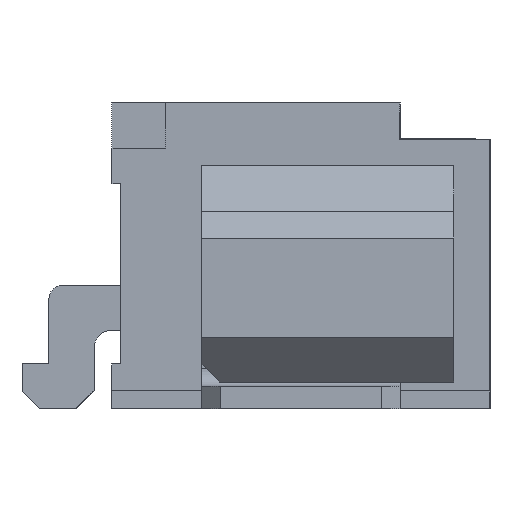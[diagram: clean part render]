
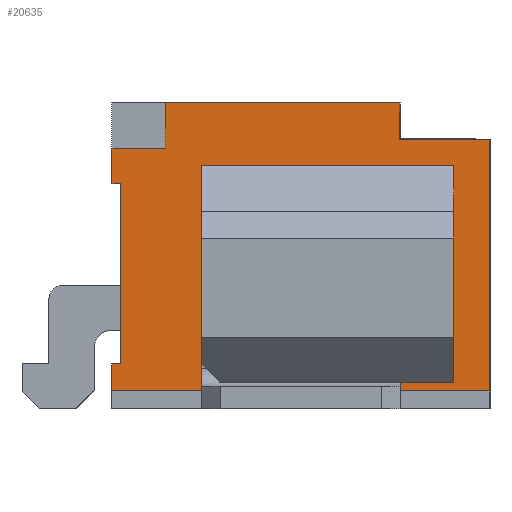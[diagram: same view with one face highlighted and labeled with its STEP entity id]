
A CAD part, left-side view. The second image highlights one B-rep face of the part: STEP entity #20635.
In plain terms, the highlighted planar face has unit normal (-1, 0, 0).
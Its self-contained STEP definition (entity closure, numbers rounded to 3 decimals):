
#84 = EDGE_LOOP ( 'NONE', ( #3578, #23716, #10056, #17891 ) ) ;
#557 = ORIENTED_EDGE ( 'NONE', *, *, #4171, .F. ) ;
#591 = ORIENTED_EDGE ( 'NONE', *, *, #9016, .F. ) ;
#802 = LINE ( 'NONE', #11491, #12057 ) ;
#962 = DIRECTION ( 'NONE',  ( 1., 0., 0. ) ) ;
#1015 = CARTESIAN_POINT ( 'NONE',  ( -10.25, 1.5, 2.9 ) ) ;
#1162 = VERTEX_POINT ( 'NONE', #15602 ) ;
#1793 = VECTOR ( 'NONE', #15182, 1000. ) ;
#1896 = LINE ( 'NONE', #17781, #13131 ) ;
#2327 = DIRECTION ( 'NONE',  ( 0., -1., 0. ) ) ;
#2375 = CARTESIAN_POINT ( 'NONE',  ( -10.25, -1.1, 3. ) ) ;
#2418 = VERTEX_POINT ( 'NONE', #15848 ) ;
#2768 = CARTESIAN_POINT ( 'NONE',  ( -10.25, 2.1, 0.5 ) ) ;
#2860 = CARTESIAN_POINT ( 'NONE',  ( -10.25, 2.1, 0.2 ) ) ;
#3363 = EDGE_CURVE ( 'NONE', #7057, #4317, #16153, .T. ) ;
#3578 = ORIENTED_EDGE ( 'NONE', *, *, #26296, .F. ) ;
#3738 = VERTEX_POINT ( 'NONE', #23404 ) ;
#3899 = CARTESIAN_POINT ( 'NONE',  ( -10.25, -1.7, 0.3 ) ) ;
#3986 = CARTESIAN_POINT ( 'NONE',  ( -10.25, 1.1, 0.3 ) ) ;
#4171 = EDGE_CURVE ( 'NONE', #2418, #22024, #26294, .T. ) ;
#4317 = VERTEX_POINT ( 'NONE', #13767 ) ;
#4394 = CARTESIAN_POINT ( 'NONE',  ( -10.25, 2., 2.5 ) ) ;
#4520 = DIRECTION ( 'NONE',  ( 0., -1., 0. ) ) ;
#4571 = EDGE_CURVE ( 'NONE', #27262, #1162, #9070, .T. ) ;
#4591 = DIRECTION ( 'NONE',  ( 0., -1., 0. ) ) ;
#4728 = EDGE_CURVE ( 'NONE', #27262, #6783, #12309, .T. ) ;
#4746 = VERTEX_POINT ( 'NONE', #2375 ) ;
#4819 = ORIENTED_EDGE ( 'NONE', *, *, #15502, .T. ) ;
#5164 = VECTOR ( 'NONE', #12621, 1000. ) ;
#5166 = DIRECTION ( 'NONE',  ( 0., 0., 1. ) ) ;
#5237 = VECTOR ( 'NONE', #16344, 1000. ) ;
#5390 = VECTOR ( 'NONE', #25458, 1000. ) ;
#5403 = EDGE_CURVE ( 'NONE', #22024, #16492, #20449, .T. ) ;
#5836 = CARTESIAN_POINT ( 'NONE',  ( -10.25, 2.1, 3.4 ) ) ;
#5845 = ORIENTED_EDGE ( 'NONE', *, *, #21306, .F. ) ;
#5963 = LINE ( 'NONE', #10985, #22104 ) ;
#5973 = CARTESIAN_POINT ( 'NONE',  ( -10.25, 2.1, 2.5 ) ) ;
#5993 = CARTESIAN_POINT ( 'NONE',  ( -10.25, 1.5, 2.9 ) ) ;
#6601 = VECTOR ( 'NONE', #12339, 1000. ) ;
#6664 = CARTESIAN_POINT ( 'NONE',  ( -10.25, 1.1, 2.7 ) ) ;
#6677 = VECTOR ( 'NONE', #4520, 1000. ) ;
#6717 = ORIENTED_EDGE ( 'NONE', *, *, #9248, .F. ) ;
#6783 = VERTEX_POINT ( 'NONE', #3899 ) ;
#7057 = VERTEX_POINT ( 'NONE', #15153 ) ;
#7361 = FACE_BOUND ( 'NONE', #84, .T. ) ;
#7988 = DIRECTION ( 'NONE',  ( 0., 0., 1. ) ) ;
#8355 = CARTESIAN_POINT ( 'NONE',  ( -10.25, -1.1, 3. ) ) ;
#9016 = EDGE_CURVE ( 'NONE', #9930, #24082, #17162, .T. ) ;
#9070 = LINE ( 'NONE', #3986, #14662 ) ;
#9248 = EDGE_CURVE ( 'NONE', #4746, #4317, #22413, .T. ) ;
#9277 = LINE ( 'NONE', #23264, #9959 ) ;
#9930 = VERTEX_POINT ( 'NONE', #4394 ) ;
#9959 = VECTOR ( 'NONE', #25434, 1000. ) ;
#10056 = ORIENTED_EDGE ( 'NONE', *, *, #4571, .T. ) ;
#10246 = ORIENTED_EDGE ( 'NONE', *, *, #10614, .F. ) ;
#10293 = DIRECTION ( 'NONE',  ( 0., 0., 1. ) ) ;
#10464 = EDGE_CURVE ( 'NONE', #1162, #3738, #13705, .T. ) ;
#10575 = VECTOR ( 'NONE', #15637, 1000. ) ;
#10589 = VECTOR ( 'NONE', #2327, 1000. ) ;
#10614 = EDGE_CURVE ( 'NONE', #16492, #15607, #802, .T. ) ;
#10653 = EDGE_LOOP ( 'NONE', ( #10246, #25199, #557, #5845, #591, #26261, #19596, #10928, #4819, #18655, #6717, #19519 ) ) ;
#10928 = ORIENTED_EDGE ( 'NONE', *, *, #18982, .F. ) ;
#10985 = CARTESIAN_POINT ( 'NONE',  ( -10.25, 2.1, 0.5 ) ) ;
#11053 = CARTESIAN_POINT ( 'NONE',  ( -10.25, -1.1, 3.4 ) ) ;
#11491 = CARTESIAN_POINT ( 'NONE',  ( -10.25, 2.1, 3.4 ) ) ;
#12057 = VECTOR ( 'NONE', #26158, 1000. ) ;
#12268 = EDGE_CURVE ( 'NONE', #13800, #13194, #5963, .T. ) ;
#12309 = LINE ( 'NONE', #23409, #6677 ) ;
#12339 = DIRECTION ( 'NONE',  ( 0., 1., 0. ) ) ;
#12440 = LINE ( 'NONE', #20594, #23615 ) ;
#12621 = DIRECTION ( 'NONE',  ( 0., 0., 1. ) ) ;
#13131 = VECTOR ( 'NONE', #5166, 1000. ) ;
#13194 = VERTEX_POINT ( 'NONE', #20549 ) ;
#13617 = CARTESIAN_POINT ( 'NONE',  ( -10.25, 2.1, 3.4 ) ) ;
#13705 = LINE ( 'NONE', #6664, #1793 ) ;
#13767 = CARTESIAN_POINT ( 'NONE',  ( -10.25, -2.1, 3. ) ) ;
#13800 = VERTEX_POINT ( 'NONE', #2768 ) ;
#14104 = CARTESIAN_POINT ( 'NONE',  ( -10.25, 2.1, 2.5 ) ) ;
#14189 = VECTOR ( 'NONE', #20012, 1000. ) ;
#14662 = VECTOR ( 'NONE', #10293, 1000. ) ;
#14875 = EDGE_CURVE ( 'NONE', #13194, #9930, #16594, .T. ) ;
#15153 = CARTESIAN_POINT ( 'NONE',  ( -10.25, -2.1, 0.2 ) ) ;
#15182 = DIRECTION ( 'NONE',  ( 0., -1., 0. ) ) ;
#15502 = EDGE_CURVE ( 'NONE', #22926, #7057, #9277, .T. ) ;
#15550 = CARTESIAN_POINT ( 'NONE',  ( -10.25, -2.1, 3.4 ) ) ;
#15602 = CARTESIAN_POINT ( 'NONE',  ( -10.25, 1.1, 2.7 ) ) ;
#15607 = VERTEX_POINT ( 'NONE', #11053 ) ;
#15637 = DIRECTION ( 'NONE',  ( 0., 0., 1. ) ) ;
#15747 = DIRECTION ( 'NONE',  ( 0., 0., -1. ) ) ;
#15848 = CARTESIAN_POINT ( 'NONE',  ( -10.25, 2.1, 2.9 ) ) ;
#16153 = LINE ( 'NONE', #15550, #10575 ) ;
#16344 = DIRECTION ( 'NONE',  ( 0., 0., 1. ) ) ;
#16492 = VERTEX_POINT ( 'NONE', #16872 ) ;
#16594 = LINE ( 'NONE', #19145, #5390 ) ;
#16872 = CARTESIAN_POINT ( 'NONE',  ( -10.25, 1.5, 3.4 ) ) ;
#17162 = LINE ( 'NONE', #5973, #6601 ) ;
#17781 = CARTESIAN_POINT ( 'NONE',  ( -10.25, 2.1, 3.4 ) ) ;
#17891 = ORIENTED_EDGE ( 'NONE', *, *, #10464, .T. ) ;
#17995 = CARTESIAN_POINT ( 'NONE',  ( -10.25, 1.1, 0.3 ) ) ;
#18557 = FACE_OUTER_BOUND ( 'NONE', #10653, .T. ) ;
#18655 = ORIENTED_EDGE ( 'NONE', *, *, #3363, .T. ) ;
#18982 = EDGE_CURVE ( 'NONE', #22926, #13800, #1896, .T. ) ;
#19145 = CARTESIAN_POINT ( 'NONE',  ( -10.25, 2., 2.5 ) ) ;
#19197 = CARTESIAN_POINT ( 'NONE',  ( -10.25, -2.1, 3. ) ) ;
#19519 = ORIENTED_EDGE ( 'NONE', *, *, #22147, .T. ) ;
#19596 = ORIENTED_EDGE ( 'NONE', *, *, #12268, .F. ) ;
#19929 = AXIS2_PLACEMENT_3D ( 'NONE', #13617, #962, #15747 ) ;
#20012 = DIRECTION ( 'NONE',  ( 0., 0., 1. ) ) ;
#20449 = LINE ( 'NONE', #1015, #14189 ) ;
#20549 = CARTESIAN_POINT ( 'NONE',  ( -10.25, 2., 0.5 ) ) ;
#20594 = CARTESIAN_POINT ( 'NONE',  ( -10.25, -1.7, 0.3 ) ) ;
#20635 = ADVANCED_FACE ( 'NONE', ( #18557, #7361 ), #26191, .F. ) ;
#21306 = EDGE_CURVE ( 'NONE', #24082, #2418, #22029, .T. ) ;
#22024 = VERTEX_POINT ( 'NONE', #5993 ) ;
#22029 = LINE ( 'NONE', #5836, #5237 ) ;
#22104 = VECTOR ( 'NONE', #4591, 1000. ) ;
#22147 = EDGE_CURVE ( 'NONE', #4746, #15607, #26945, .T. ) ;
#22413 = LINE ( 'NONE', #19197, #10589 ) ;
#22926 = VERTEX_POINT ( 'NONE', #2860 ) ;
#23264 = CARTESIAN_POINT ( 'NONE',  ( -10.25, 2.1, 0.2 ) ) ;
#23404 = CARTESIAN_POINT ( 'NONE',  ( -10.25, -1.7, 2.7 ) ) ;
#23409 = CARTESIAN_POINT ( 'NONE',  ( -10.25, 1.1, 0.3 ) ) ;
#23615 = VECTOR ( 'NONE', #7988, 1000. ) ;
#23716 = ORIENTED_EDGE ( 'NONE', *, *, #4728, .F. ) ;
#24082 = VERTEX_POINT ( 'NONE', #14104 ) ;
#25199 = ORIENTED_EDGE ( 'NONE', *, *, #5403, .F. ) ;
#25434 = DIRECTION ( 'NONE',  ( 0., -1., 0. ) ) ;
#25458 = DIRECTION ( 'NONE',  ( 0., 0., 1. ) ) ;
#25609 = VECTOR ( 'NONE', #25699, 1000. ) ;
#25699 = DIRECTION ( 'NONE',  ( 0., -1., 0. ) ) ;
#25794 = CARTESIAN_POINT ( 'NONE',  ( -10.25, 1.5, 2.9 ) ) ;
#26158 = DIRECTION ( 'NONE',  ( 0., -1., 0. ) ) ;
#26191 = PLANE ( 'NONE',  #19929 ) ;
#26261 = ORIENTED_EDGE ( 'NONE', *, *, #14875, .F. ) ;
#26294 = LINE ( 'NONE', #25794, #25609 ) ;
#26296 = EDGE_CURVE ( 'NONE', #6783, #3738, #12440, .T. ) ;
#26945 = LINE ( 'NONE', #8355, #5164 ) ;
#27262 = VERTEX_POINT ( 'NONE', #17995 ) ;
